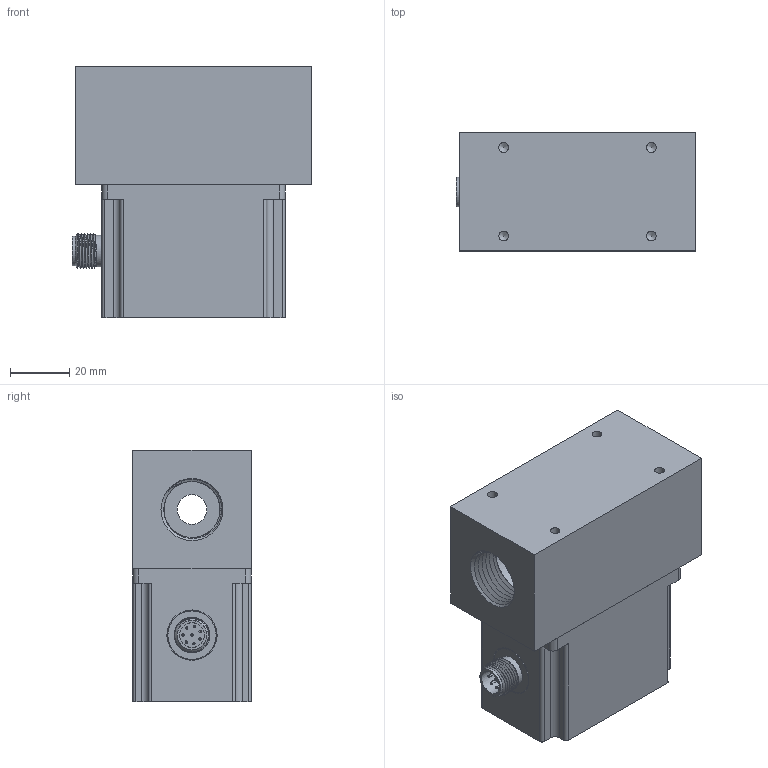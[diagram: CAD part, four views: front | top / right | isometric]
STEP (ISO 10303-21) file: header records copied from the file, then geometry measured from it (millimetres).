
FILE_DESCRIPTION(/* description */ (''),/* implementation_level */ '2;1');
FILE_NAME(/* name */ '_3D_FM160-010G12K-口径DN10-G12内螺纹.stp',/* time_stamp */ '2024-03-11T13:25:35+08:00',/* author */ (''),/* organization */ (''),/* preprocessor_version */ 'ST-DEVELOPER v16.7',/* originating_system */ 'SIEMENS PLM Software NX 12.0',/* authorisation */ '');
FILE_SCHEMA (('AUTOMOTIVE_DESIGN { 1 0 10303 214 3 1 1 1 }'));
Length unit declared in the file: millimetre
Products named in the file (1): _3D_FM160-012G12K-口径DN12-G12内螺纹_
step
Bounding box: 81 x 40 x 85 mm (x, y, z)
Volume: 141556.1 mm3; surface area: 47695.1 mm2
Topology: 6 solids, 7 shells, 1124 faces, 2932 edges, 1936 vertices
Faces by surface type: plane 826, cylinder 178, bspline 66, cone 30, torus 24
Full cylindrical faces by diameter (mm): 0.7 x16, 0.8 x16, 1.6 x4, 2.05 x4, 2.6 x4, 3.2 x4, 3.3 x4, 4 x1, 4.5 x4, 5 x6, 6 x2, 8.3 x1, 8.4 x1, 9.9 x1, 10 x2, 10.6 x2, 10.7 x2, 12.5 x1, 14 x1, 16.7 x1, 16.8 x1, 17 x1, 22 x2
Entity records: 39660 total; most frequent: CARTESIAN_POINT 12775, ORIENTED_EDGE 5526, DIRECTION 5178, EDGE_CURVE 2763, LINE 2180, VECTOR 2180, VERTEX_POINT 1890, AXIS2_PLACEMENT_3D 1499
